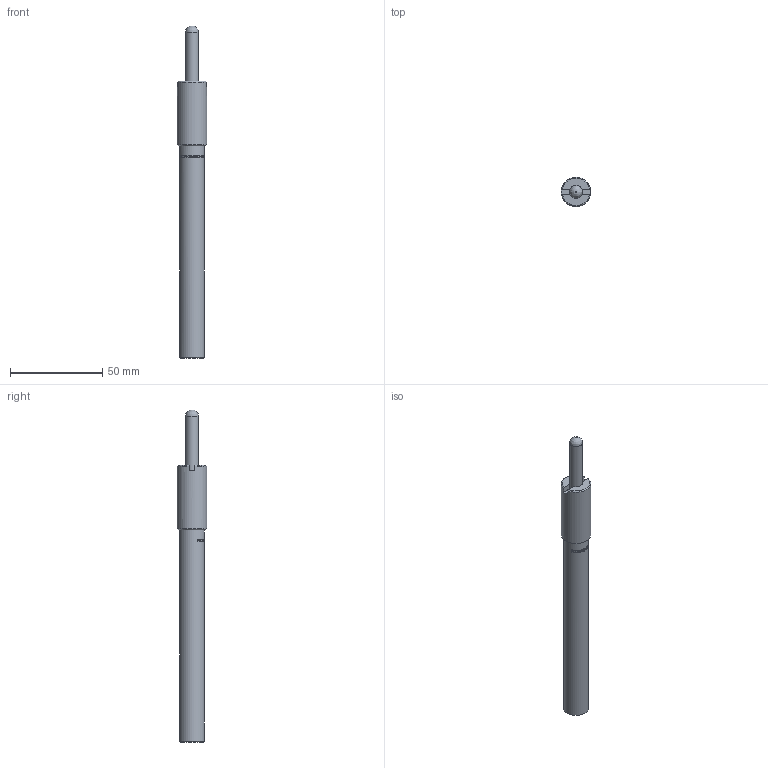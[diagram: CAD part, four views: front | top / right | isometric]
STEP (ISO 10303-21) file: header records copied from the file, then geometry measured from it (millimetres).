
FILE_DESCRIPTION(/* description */ (''),/* implementation_level */ '2;1');
FILE_NAME(/* name */ 'PCDR-16-030-132.stp',/* time_stamp */ '2024-12-03T10:48:18-03:00',/* author */ ('filippi'),/* organization */ (''),/* preprocessor_version */ 'ST-DEVELOPER v19',/* originating_system */ 'Autodesk Inventor 2023',/* authorisation */ '');
FILE_SCHEMA (('AUTOMOTIVE_DESIGN { 1 0 10303 214 3 1 1 }'));
Length unit declared in the file: millimetre
Products named in the file (3): PCDR-16-030-132; CORPO-PCDR-16-030-132; HASTE-PCDR-16-030
Assembly tree (2 placements, depth 2):
  PCDR-16-030-132
    CORPO-PCDR-16-030-132
    HASTE-PCDR-16-030
Bounding box: 16 x 16 x 180 mm (x, y, z)
Volume: 23355.8 mm3; surface area: 8516.3 mm2
Topology: 2 solids, 2 shells, 261 faces, 703 edges, 468 vertices
Faces by surface type: bspline 136, plane 96, cylinder 25, cone 4
Full cylindrical faces by diameter (mm): 7 x2, 13.5 x1, 16 x1
Entity records: 12007 total; most frequent: CARTESIAN_POINT 5923, ORIENTED_EDGE 1406, DIRECTION 802, EDGE_CURVE 703, VERTEX_POINT 468, LINE 316, VECTOR 316, EDGE_LOOP 283
